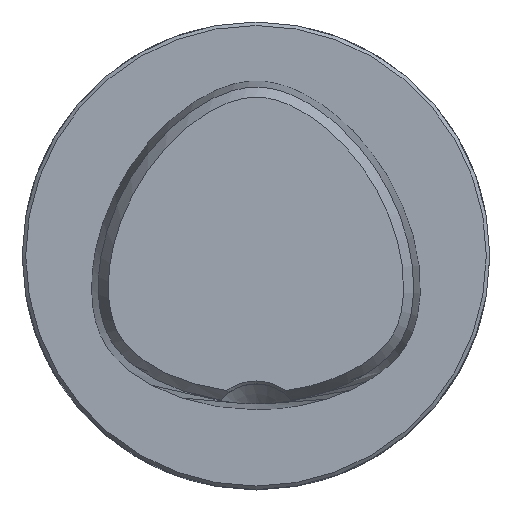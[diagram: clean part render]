
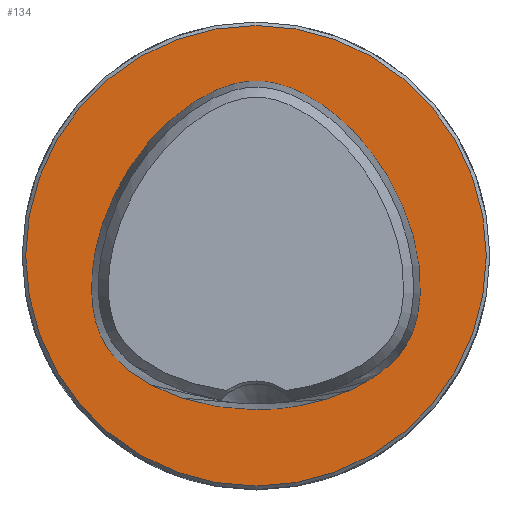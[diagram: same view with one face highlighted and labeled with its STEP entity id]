
A CAD part, top view. The second image highlights one B-rep face of the part: STEP entity #134.
In plain terms, the highlighted planar face has unit normal (0, 0, 1).
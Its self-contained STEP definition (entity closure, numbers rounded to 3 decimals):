
#116=FACE_BOUND('',#215,.T.);
#117=FACE_BOUND('',#216,.T.);
#134=ADVANCED_FACE('CU_E_LO_SU_1',(#116,#117),#165,.F.);
#165=PLANE('',#586);
#215=EDGE_LOOP('',(#308));
#216=EDGE_LOOP('',(#309));
#254=CIRCLE('',#585,19.7);
#308=ORIENTED_EDGE('',*,*,#452,.T.);
#309=ORIENTED_EDGE('',*,*,#490,.T.);
#403=VERTEX_POINT('',#1092);
#440=VERTEX_POINT('',#1541);
#452=EDGE_CURVE('',#403,#403,#519,.T.);
#490=EDGE_CURVE('',#440,#440,#254,.T.);
#519=B_SPLINE_CURVE_WITH_KNOTS('',3,(#1033,#1034,#1035,#1036,#1037,#1038,
#1039,#1040,#1041,#1042,#1043,#1044,#1045,#1046,#1047,#1048,#1049,#1050,
#1051,#1052,#1053,#1054,#1055,#1056,#1057,#1058,#1059,#1060,#1061,#1062,
#1063,#1064,#1065,#1066,#1067,#1068,#1069,#1070,#1071,#1072,#1073,#1074,
#1075,#1076,#1077,#1078,#1079,#1080,#1081,#1082,#1083,#1084,#1085,#1086,
#1087,#1088,#1089,#1090,#1091),.UNSPECIFIED.,.T.,.F.,(1,1,2,1,1,1,1,1,1,
1,1,1,1,1,1,1,1,1,1,1,1,1,1,1,1,1,1,1,1,1,1,1,1,1,1,1,1,1,1,1,1,1,1,1,1,
1,1,1,1,1,1,1,1,1,1,1,1,1,2,1,1),(-0.063,-0.031,0.,0.031,0.063,0.078,
0.094,0.109,0.125,0.141,0.156,0.164,0.172,0.188,0.203,
0.219,0.234,0.25,0.266,0.281,0.313,0.344,0.375,0.406,0.422,
0.438,0.453,0.469,0.484,0.492,0.5,0.508,0.516,0.531,
0.547,0.563,0.578,0.594,0.625,0.656,0.688,0.719,0.734,
0.75,0.766,0.781,0.797,0.813,0.828,0.836,0.844,0.859,
0.875,0.891,0.906,0.922,0.938,0.969,1.,1.031,1.063),
 .UNSPECIFIED.);
#585=AXIS2_PLACEMENT_3D('',#1540,#664,#665);
#586=AXIS2_PLACEMENT_3D('',#1542,#666,#667);
#664=DIRECTION('',(0.,0.,1.));
#665=DIRECTION('',(1.,0.,0.));
#666=DIRECTION('',(0.,0.,-1.));
#667=DIRECTION('',(-1.,0.,0.));
#1033=CARTESIAN_POINT('',(0.918,-13.163,0.));
#1034=CARTESIAN_POINT('',(-0.918,-13.163,0.));
#1035=CARTESIAN_POINT('',(-2.757,-13.044,0.));
#1036=CARTESIAN_POINT('',(-5.016,-12.593,0.));
#1037=CARTESIAN_POINT('',(-6.771,-12.041,0.));
#1038=CARTESIAN_POINT('',(-8.052,-11.525,0.));
#1039=CARTESIAN_POINT('',(-9.285,-10.903,0.));
#1040=CARTESIAN_POINT('',(-10.454,-10.163,0.));
#1041=CARTESIAN_POINT('',(-11.533,-9.294,0.));
#1042=CARTESIAN_POINT('',(-12.321,-8.445,0.));
#1043=CARTESIAN_POINT('',(-12.849,-7.686,0.));
#1044=CARTESIAN_POINT('',(-13.298,-6.877,0.));
#1045=CARTESIAN_POINT('',(-13.703,-5.79,0.));
#1046=CARTESIAN_POINT('',(-13.977,-4.431,0.));
#1047=CARTESIAN_POINT('',(-14.082,-3.051,0.));
#1048=CARTESIAN_POINT('',(-14.047,-1.669,0.));
#1049=CARTESIAN_POINT('',(-13.89,-0.297,0.));
#1050=CARTESIAN_POINT('',(-13.625,1.057,0.));
#1051=CARTESIAN_POINT('',(-13.139,2.831,0.));
#1052=CARTESIAN_POINT('',(-12.303,4.977,0.));
#1053=CARTESIAN_POINT('',(-10.973,7.399,0.));
#1054=CARTESIAN_POINT('',(-9.342,9.629,0.));
#1055=CARTESIAN_POINT('',(-7.743,11.289,0.));
#1056=CARTESIAN_POINT('',(-6.325,12.462,0.));
#1057=CARTESIAN_POINT('',(-5.192,13.252,0.));
#1058=CARTESIAN_POINT('',(-3.99,13.935,0.));
#1059=CARTESIAN_POINT('',(-2.721,14.486,0.));
#1060=CARTESIAN_POINT('',(-1.608,14.803,0.));
#1061=CARTESIAN_POINT('',(-0.693,14.939,0.));
#1062=CARTESIAN_POINT('',(0.,14.975,0.));
#1063=CARTESIAN_POINT('',(0.693,14.939,0.));
#1064=CARTESIAN_POINT('',(1.608,14.803,0.));
#1065=CARTESIAN_POINT('',(2.721,14.486,0.));
#1066=CARTESIAN_POINT('',(3.99,13.935,0.));
#1067=CARTESIAN_POINT('',(5.192,13.252,0.));
#1068=CARTESIAN_POINT('',(6.325,12.462,0.));
#1069=CARTESIAN_POINT('',(7.743,11.289,0.));
#1070=CARTESIAN_POINT('',(9.342,9.629,0.));
#1071=CARTESIAN_POINT('',(10.973,7.399,0.));
#1072=CARTESIAN_POINT('',(12.303,4.977,0.));
#1073=CARTESIAN_POINT('',(13.139,2.831,0.));
#1074=CARTESIAN_POINT('',(13.625,1.057,0.));
#1075=CARTESIAN_POINT('',(13.89,-0.297,0.));
#1076=CARTESIAN_POINT('',(14.047,-1.669,0.));
#1077=CARTESIAN_POINT('',(14.082,-3.051,0.));
#1078=CARTESIAN_POINT('',(13.977,-4.431,0.));
#1079=CARTESIAN_POINT('',(13.703,-5.79,0.));
#1080=CARTESIAN_POINT('',(13.298,-6.877,0.));
#1081=CARTESIAN_POINT('',(12.849,-7.686,0.));
#1082=CARTESIAN_POINT('',(12.321,-8.445,0.));
#1083=CARTESIAN_POINT('',(11.533,-9.294,0.));
#1084=CARTESIAN_POINT('',(10.454,-10.163,0.));
#1085=CARTESIAN_POINT('',(9.285,-10.903,0.));
#1086=CARTESIAN_POINT('',(8.052,-11.525,0.));
#1087=CARTESIAN_POINT('',(6.771,-12.041,0.));
#1088=CARTESIAN_POINT('',(5.016,-12.593,0.));
#1089=CARTESIAN_POINT('',(2.757,-13.044,0.));
#1090=CARTESIAN_POINT('',(0.918,-13.163,0.));
#1091=CARTESIAN_POINT('',(-0.918,-13.163,0.));
#1092=CARTESIAN_POINT('',(0.,-13.163,0.));
#1540=CARTESIAN_POINT('',(0.,0.,0.));
#1541=CARTESIAN_POINT('',(19.7,0.,0.));
#1542=CARTESIAN_POINT('',(0.,0.895,0.));
